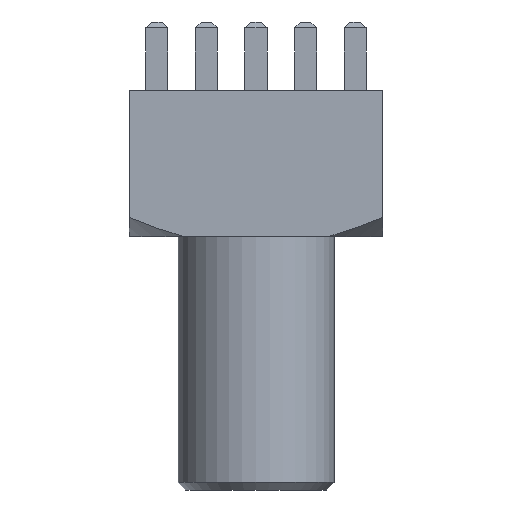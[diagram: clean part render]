
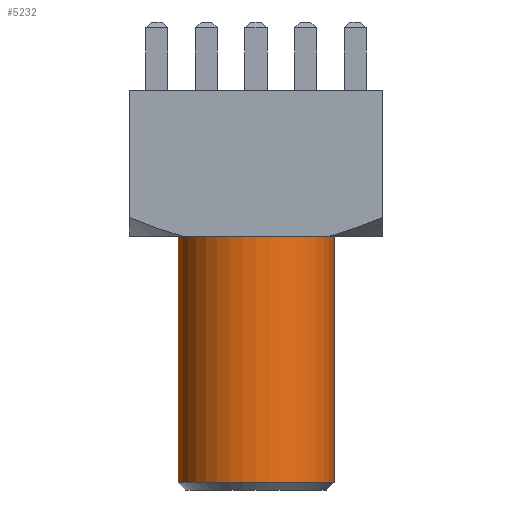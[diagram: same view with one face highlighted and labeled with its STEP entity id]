
A CAD part, front view. The second image highlights one B-rep face of the part: STEP entity #5232.
In plain terms, the highlighted cylindrical face has radius 4 mm (diameter 8 mm), a partial arc.
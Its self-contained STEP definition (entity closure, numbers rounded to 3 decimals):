
#119 = VERTEX_POINT ( 'NONE', #2524 ) ;
#121 = VERTEX_POINT ( 'NONE', #2526 ) ;
#122 = VERTEX_POINT ( 'NONE', #2527 ) ;
#124 = VERTEX_POINT ( 'NONE', #2529 ) ;
#240 = EDGE_CURVE ( 'NONE', #119, #121, #5426, .T. ) ;
#253 = EDGE_CURVE ( 'NONE', #122, #124, #5436, .T. ) ;
#1405 = AXIS2_PLACEMENT_3D ( 'NONE', #6142, #6137, #6144 ) ;
#2128 = EDGE_CURVE ( 'NONE', #122, #121, #5727, .T. ) ;
#2129 = EDGE_CURVE ( 'NONE', #124, #119, #5732, .T. ) ;
#2524 = CARTESIAN_POINT ( 'NONE',  ( 4., 0., 0. ) ) ;
#2526 = CARTESIAN_POINT ( 'NONE',  ( -4., 0., 0. ) ) ;
#2527 = CARTESIAN_POINT ( 'NONE',  ( -4., 0., -12.6 ) ) ;
#2529 = CARTESIAN_POINT ( 'NONE',  ( 4., 0., -12.6 ) ) ;
#2889 = VECTOR ( 'NONE', #5742, 1000. ) ;
#2893 = VECTOR ( 'NONE', #5744, 1000. ) ;
#4013 = EDGE_LOOP ( 'NONE', ( #4368, #4367, #4365, #4366 ) ) ;
#4365 = ORIENTED_EDGE ( 'NONE', *, *, #2129, .T. ) ;
#4366 = ORIENTED_EDGE ( 'NONE', *, *, #240, .T. ) ;
#4367 = ORIENTED_EDGE ( 'NONE', *, *, #253, .T. ) ;
#4368 = ORIENTED_EDGE ( 'NONE', *, *, #2128, .F. ) ;
#4797 = CARTESIAN_POINT ( 'NONE',  ( 0., 0., 0. ) ) ;
#4798 = DIRECTION ( 'NONE',  ( 0., 0., -1. ) ) ;
#4799 = DIRECTION ( 'NONE',  ( -1., 0., 0. ) ) ;
#4851 = CARTESIAN_POINT ( 'NONE',  ( 0., 0., -12.6 ) ) ;
#4852 = DIRECTION ( 'NONE',  ( 0., 0., 1. ) ) ;
#4853 = DIRECTION ( 'NONE',  ( -1., 0., 0. ) ) ;
#5232 = ADVANCED_FACE ( 'NONE', ( #6141 ), #6143, .T. ) ;
#5415 = AXIS2_PLACEMENT_3D ( 'NONE', #4797, #4798, #4799 ) ;
#5426 = CIRCLE ( 'NONE', #5415, 4. ) ;
#5436 = CIRCLE ( 'NONE', #5439, 4. ) ;
#5439 = AXIS2_PLACEMENT_3D ( 'NONE', #4851, #4852, #4853 ) ;
#5727 = LINE ( 'NONE', #5740, #2889 ) ;
#5732 = LINE ( 'NONE', #5743, #2893 ) ;
#5740 = CARTESIAN_POINT ( 'NONE',  ( -4., 0., -13. ) ) ;
#5742 = DIRECTION ( 'NONE',  ( 0., 0., 1. ) ) ;
#5743 = CARTESIAN_POINT ( 'NONE',  ( 4., 0., -13. ) ) ;
#5744 = DIRECTION ( 'NONE',  ( 0., 0., 1. ) ) ;
#6137 = DIRECTION ( 'NONE',  ( 0., 0., 1. ) ) ;
#6141 = FACE_OUTER_BOUND ( 'NONE', #4013, .T. ) ;
#6142 = CARTESIAN_POINT ( 'NONE',  ( 0., 0., -13. ) ) ;
#6143 = CYLINDRICAL_SURFACE ( 'NONE', #1405, 4. ) ;
#6144 = DIRECTION ( 'NONE',  ( 1., 0., 0. ) ) ;
